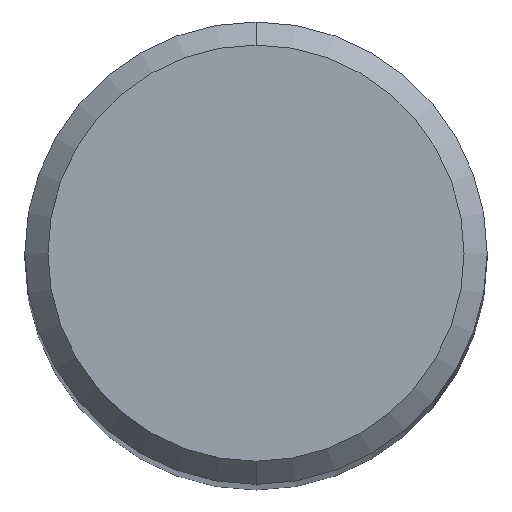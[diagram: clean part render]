
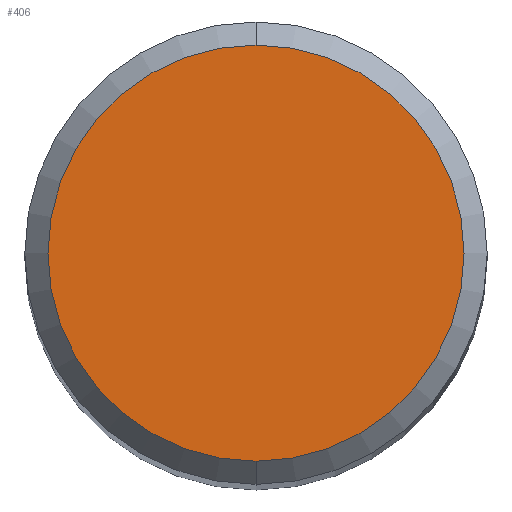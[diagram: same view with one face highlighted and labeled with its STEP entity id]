
A CAD part, top view. The second image highlights one B-rep face of the part: STEP entity #406.
In plain terms, the highlighted planar face has unit normal (0, 0, 1).
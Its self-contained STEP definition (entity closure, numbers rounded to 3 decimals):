
#190=VERTEX_POINT('',#493);
#280=EDGE_CURVE('',#190,#432,#588,.T.);
#406=ADVANCED_FACE('',(#732),#733,.T.);
#432=VERTEX_POINT('',#761);
#442=EDGE_CURVE('',#432,#190,#771,.T.);
#493=CARTESIAN_POINT('',(0.,-3.6,0.0));
#588=CIRCLE('',#1049,3.6);
#732=FACE_OUTER_BOUND('',#1351,.T.);
#733=PLANE('',#1352);
#761=CARTESIAN_POINT('',(0.0,3.6,0.0));
#771=CIRCLE('',#1401,3.6);
#1049=AXIS2_PLACEMENT_3D('',#1533,#1534,#1535);
#1351=EDGE_LOOP('',(#1724,#1725));
#1352=AXIS2_PLACEMENT_3D('',#1726,#1727,#1728);
#1401=AXIS2_PLACEMENT_3D('',#1760,#1761,#1762);
#1533=CARTESIAN_POINT('',(0.0,0.0,0.0));
#1534=DIRECTION('',(0.0,0.0,-1.0));
#1535=DIRECTION('',(0.0,1.0,0.0));
#1724=ORIENTED_EDGE('',*,*,#442,.F.);
#1725=ORIENTED_EDGE('',*,*,#280,.F.);
#1726=CARTESIAN_POINT('',(0.0,1.8,0.0));
#1727=DIRECTION('',(-0.0,0.0,1.0));
#1728=DIRECTION('',(0.0,-1.0,0.0));
#1760=CARTESIAN_POINT('',(0.0,0.0,0.0));
#1761=DIRECTION('',(0.0,0.0,-1.0));
#1762=DIRECTION('',(0.0,1.0,0.0));
